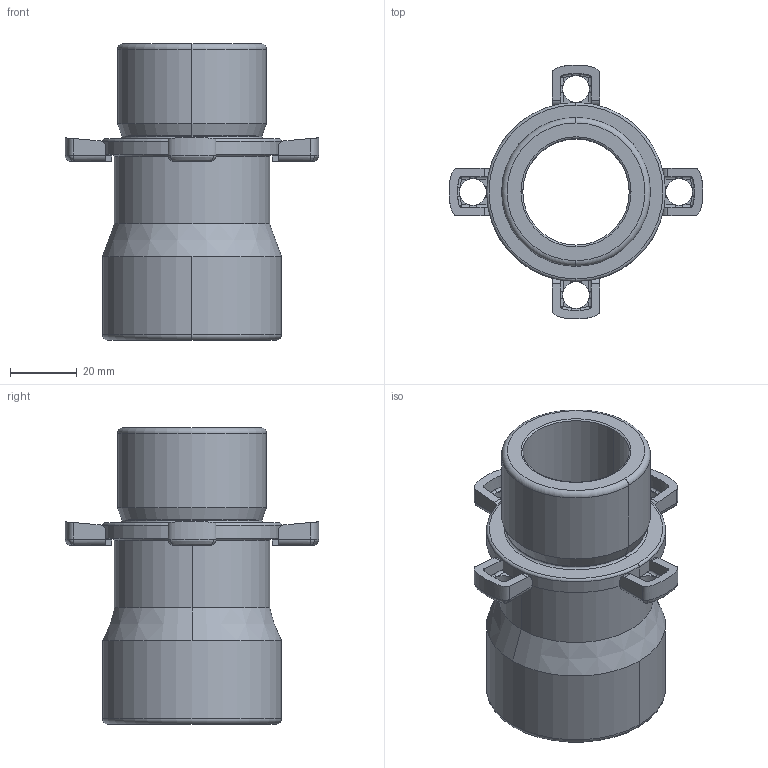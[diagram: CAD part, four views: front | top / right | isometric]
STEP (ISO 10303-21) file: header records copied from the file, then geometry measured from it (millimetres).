
FILE_DESCRIPTION (( 'STEP AP214' ), '1' );
FILE_NAME ('DieSetBearing_F66A7DC59B.step', '2022-03-21T20:36:11', ( 'localadmin' ), ( 'BOXX Technologies, Inc.' ), 'SwSTEP 2.0', 'SolidWorks 2019', '' );
FILE_SCHEMA (( 'AUTOMOTIVE_DESIGN' ));
Length unit declared in the file: inch
Products named in the file (3): DieSetBearing_F66A7DC59B; gAxZJGMvcy_CADModel_0
Assembly tree (1 placements, depth 2):
  DieSetBearing_F66A7DC59B
    gAxZJGMvcy_CADModel_0
  gAxZJGMvcy_CADModel_0
Bounding box: 75.79 x 75.79 x 88.52 mm (x, y, z)
Volume: 96136.9 mm3; surface area: 46675.4 mm2
Topology: 6 solids, 6 shells, 192 faces, 480 edges, 280 vertices
Faces by surface type: cylinder 66, plane 56, bspline 40, torus 18, sphere 8, cone 4
Entity records: 12214 total; most frequent: CARTESIAN_POINT 5253, ORIENTED_EDGE 928, DIRECTION 888, EDGE_CURVE 464, AXIS2_PLACEMENT_3D 351, VERTEX_POINT 280, LENGTH_MEASURE_WITH_UNIT 201, DIMENSIONAL_EXPONENTS 201
